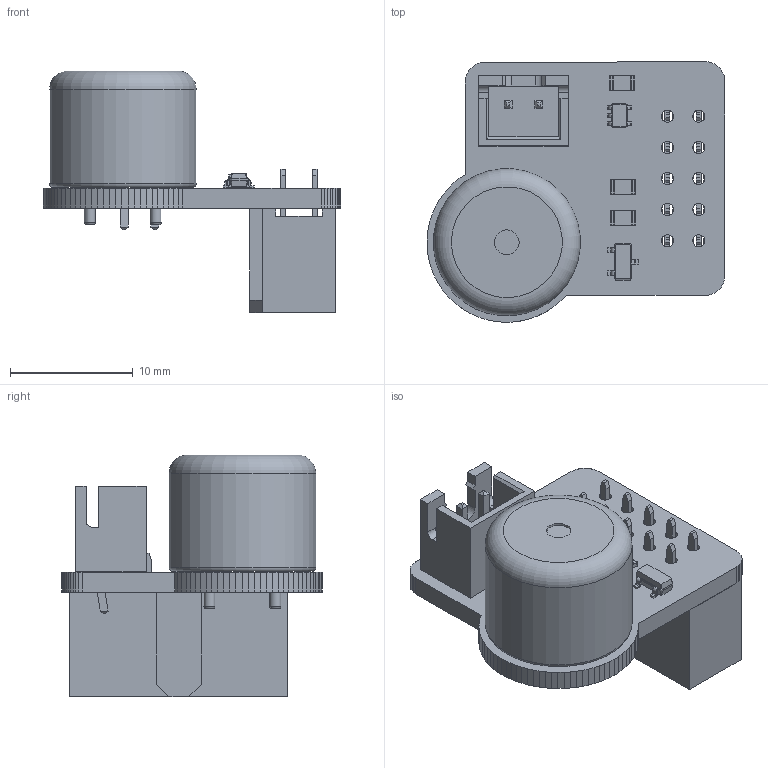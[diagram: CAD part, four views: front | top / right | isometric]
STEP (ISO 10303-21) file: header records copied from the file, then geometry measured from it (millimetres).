
FILE_DESCRIPTION(('KiCad electronic assembly'),'2;1');
FILE_NAME('Octopus2CPAP.step','2023-08-30T07:11:49',('Pcbnew'),('Kicad') ,'Open CASCADE STEP processor 7.7','KiCad to STEP converter','Unknown' );
FILE_SCHEMA(('AUTOMOTIVE_DESIGN { 1 0 10303 214 1 1 1 1 }'));
Length unit declared in the file: millimetre
Products named in the file (14): Octopus2CPAP 1; R_0805_2012Metric; SOLID; Buzzer_12x9.5RM7.6; SOT-353_SC-70-5; JST_XH_B2B-XH-A_1x02_P2.50mm_Vertical; SOT-23; SFH11-PBPC-D05-ST-BK--3DModel-STEP-56544; COMPOUND; _autosave-Octopus2CPAP PCB
Assembly tree (15 placements, depth 3):
  Octopus2CPAP 1
    R_0805_2012Metric  x3
      SOLID
    Buzzer_12x9.5RM7.6
      SOLID
    SOT-353_SC-70-5
      SOLID
    JST_XH_B2B-XH-A_1x02_P2.50mm_Vertical
      SOLID
    SOT-23
      SOLID
    SFH11-PBPC-D05-ST-BK--3DModel-STEP-56544
      COMPOUND
    _autosave-Octopus2CPAP PCB
Bounding box: 24.31 x 21.25 x 19.74 mm (x, y, z)
Volume: 2653 mm3; surface area: 3536 mm2
Topology: 19 solids, 19 shells, 750 faces, 1993 edges, 1288 vertices
Faces by surface type: plane 582, cylinder 108, bspline 56, torus 4
Full cylindrical faces by diameter (mm): 0.9 x2, 1 x14, 2 x1, 12 x1
Entity records: 48249 total; most frequent: CARTESIAN_POINT 8559, DIRECTION 6797, LINE 5024, VECTOR 5024, ORIENTED_EDGE 3714, PCURVE 3714, DEFINITIONAL_REPRESENTATION 3714, EDGE_CURVE 1857
